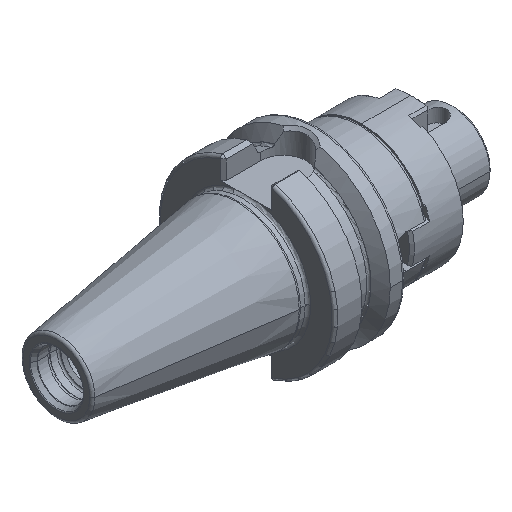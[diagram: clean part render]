
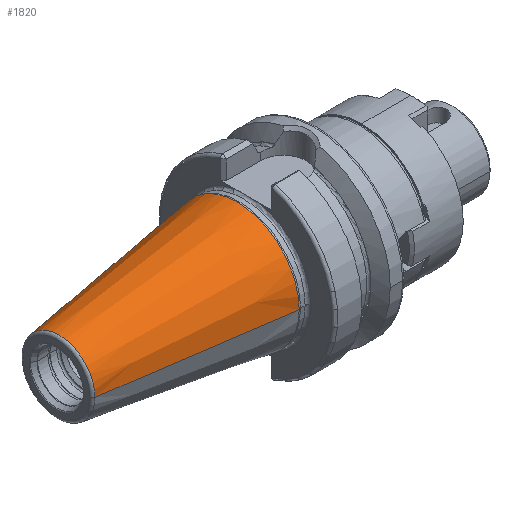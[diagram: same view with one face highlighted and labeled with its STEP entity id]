
A CAD part, isometric view. The second image highlights one B-rep face of the part: STEP entity #1820.
In plain terms, the highlighted conical face has half-angle 8.298 degrees and reference radius 17.426 mm.
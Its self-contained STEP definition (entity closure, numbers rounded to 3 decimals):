
#37=CARTESIAN_POINT('',(-64.544,0.,0.));
#38=DIRECTION('',(1.,0.,0.));
#39=DIRECTION('',(0.,1.,0.));
#40=AXIS2_PLACEMENT_3D('',#37,#38,#39);
#42=CARTESIAN_POINT('',(-1.267,0.,0.));
#43=DIRECTION('',(1.,0.,0.));
#44=DIRECTION('',(0.,1.,0.));
#45=AXIS2_PLACEMENT_3D('',#42,#43,#44);
#47=DIRECTION('',(-0.99,-0.144,0.));
#48=VECTOR('',#47,63.947);
#49=CARTESIAN_POINT('',(-1.267,22.04,0.));
#50=LINE('',#49,#48);
#51=DIRECTION('',(-0.99,0.144,0.));
#52=VECTOR('',#51,63.947);
#53=CARTESIAN_POINT('',(-1.267,-22.04,0.));
#54=LINE('',#53,#52);
#1454=CARTESIAN_POINT('',(-64.544,12.812,0.));
#1456=VERTEX_POINT('',#1454);
#1458=CARTESIAN_POINT('',(-64.544,-12.812,0.));
#1460=VERTEX_POINT('',#1458);
#1673=CARTESIAN_POINT('',(-1.267,22.04,0.));
#1674=VERTEX_POINT('',#1673);
#1675=CARTESIAN_POINT('',(-1.267,-22.04,0.));
#1676=VERTEX_POINT('',#1675);
#1806=CARTESIAN_POINT('',(-32.906,0.,0.));
#1807=DIRECTION('',(1.,0.,0.));
#1808=DIRECTION('',(0.,-1.,0.));
#1809=AXIS2_PLACEMENT_3D('',#1806,#1807,#1808);
#1810=CONICAL_SURFACE('',#1809,17.426,8.298);
#1812=ORIENTED_EDGE('',*,*,#1811,.F.);
#1814=ORIENTED_EDGE('',*,*,#1813,.T.);
#1816=ORIENTED_EDGE('',*,*,#1815,.T.);
#1817=ORIENTED_EDGE('',*,*,#1799,.F.);
#1818=EDGE_LOOP('',(#1812,#1814,#1816,#1817));
#1819=FACE_OUTER_BOUND('',#1818,.F.);
#1820=ADVANCED_FACE('',(#1819),#1810,.T.);
#41=CIRCLE('',#40,12.812);
#46=CIRCLE('',#45,22.04);
#1799=EDGE_CURVE('',#1456,#1460,#41,.T.);
#1811=EDGE_CURVE('',#1674,#1456,#50,.T.);
#1813=EDGE_CURVE('',#1674,#1676,#46,.T.);
#1815=EDGE_CURVE('',#1676,#1460,#54,.T.);
